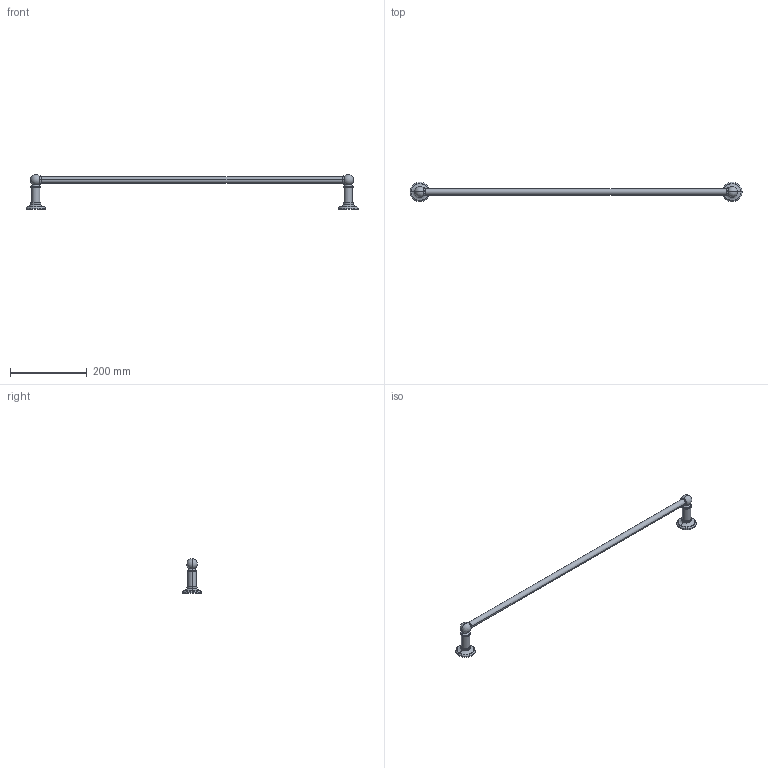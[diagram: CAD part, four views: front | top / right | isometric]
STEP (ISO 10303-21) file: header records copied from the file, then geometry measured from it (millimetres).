
FILE_DESCRIPTION((''),'2;1');
FILE_NAME('4504_WEB','2010-09-17T',('project'),(''),'PRO/ENGINEER BY PARAMETRIC TECHNOLOGY CORPORATION, 2009300','PRO/ENGINEER BY PARAMETRIC TECHNOLOGY CORPORATION, 2009300','');
FILE_SCHEMA(('CONFIG_CONTROL_DESIGN'));
Length unit declared in the file: inch
Products named in the file (1): 4504_WEB
Bounding box: 863.6 x 50.8 x 90 mm (x, y, z)
Surface area: 68154 mm2 (no closed solid volume)
Topology: 0 solids, 17 shells, 106 faces, 234 edges, 136 vertices
Faces by surface type: torus 48, cylinder 42, plane 10, sphere 4, bspline 2
Entity records: 2950 total; most frequent: DIRECTION 616, CARTESIAN_POINT 514, ORIENTED_EDGE 414, AXIS2_PLACEMENT_3D 286, EDGE_CURVE 230, CIRCLE 182, VERTEX_POINT 136, EDGE_LOOP 106
